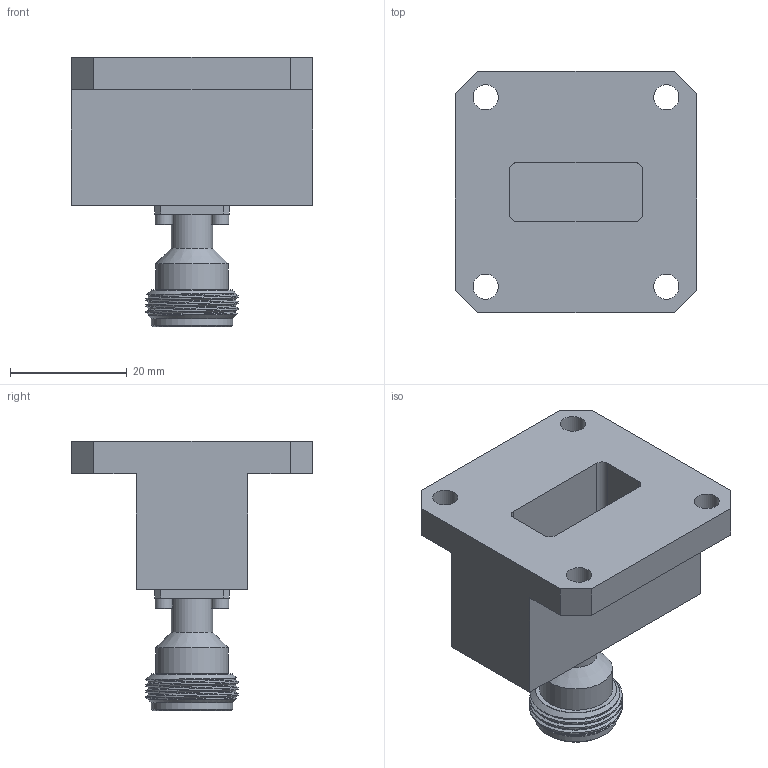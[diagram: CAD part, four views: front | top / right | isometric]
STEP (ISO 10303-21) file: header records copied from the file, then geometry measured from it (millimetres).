
FILE_DESCRIPTION (( 'STEP AP203' ), '1' );
FILE_NAME ('FMWCA9868_3D.step', '2022-03-17T17:26:34', ( '' ), ( '' ), 'SwSTEP 2.0', 'SolidWorks 2021', '' );
FILE_SCHEMA (( 'CONFIG_CONTROL_DESIGN' ));
Length unit declared in the file: inch
Products named in the file (1): FMWCA9868_3D
Bounding box: 41.4 x 41.4 x 46.24 mm (x, y, z)
Volume: 20892.5 mm3; surface area: 10248.8 mm2
Topology: 2 solids, 2 shells, 153 faces, 345 edges, 211 vertices
Faces by surface type: plane 87, cone 41, cylinder 22, bspline 3
Full cylindrical faces by diameter (mm): 0.254 x1, 1.524 x1, 2.54 x1, 2.997 x4, 4.318 x4, 7.112 x1, 7.366 x1, 8.382 x1, 12.447 x1, 13.971 x2
Entity records: 5358 total; most frequent: CARTESIAN_POINT 2067, DIRECTION 660, ORIENTED_EDGE 610, EDGE_CURVE 305, AXIS2_PLACEMENT_3D 246, EDGE_LOOP 206, VERTEX_POINT 201, FACE_OUTER_BOUND 170
